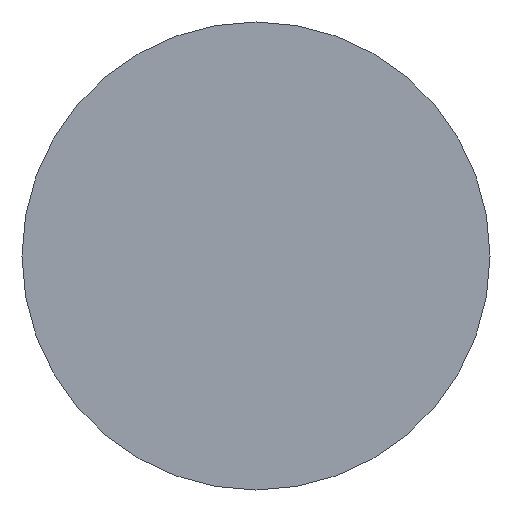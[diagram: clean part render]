
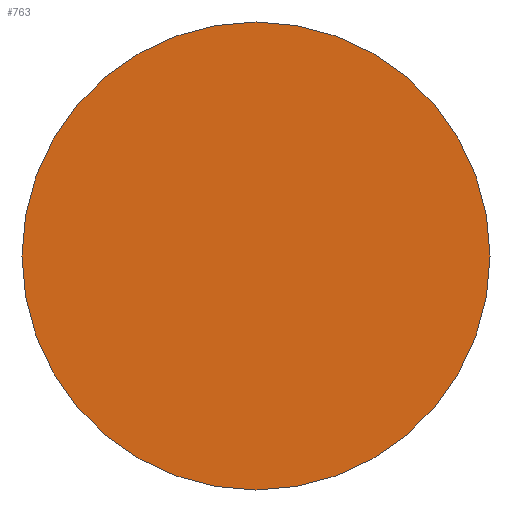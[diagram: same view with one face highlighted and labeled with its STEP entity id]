
A CAD part, front view. The second image highlights one B-rep face of the part: STEP entity #763.
In plain terms, the highlighted planar face has unit normal (0, -1, 0).
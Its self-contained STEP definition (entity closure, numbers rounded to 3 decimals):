
#54=PLANE('',#878);
#98=FACE_OUTER_BOUND('',#159,.T.);
#159=EDGE_LOOP('',(#617));
#219=CIRCLE('',#879,20.);
#357=VERTEX_POINT('',#1409);
#446=EDGE_CURVE('',#357,#357,#219,.T.);
#617=ORIENTED_EDGE('',*,*,#446,.T.);
#763=ADVANCED_FACE('',(#98),#54,.T.);
#878=AXIS2_PLACEMENT_3D('',#1408,#1100,#1101);
#879=AXIS2_PLACEMENT_3D('',#1410,#1102,#1103);
#1100=DIRECTION('center_axis',(0.,-1.,0.));
#1101=DIRECTION('ref_axis',(0.,0.,-1.));
#1102=DIRECTION('center_axis',(0.,-1.,0.));
#1103=DIRECTION('ref_axis',(1.,0.,0.));
#1408=CARTESIAN_POINT('Origin',(10.,0.,0.));
#1409=CARTESIAN_POINT('',(-20.,0.,0.));
#1410=CARTESIAN_POINT('Origin',(0.,0.,
0.));
